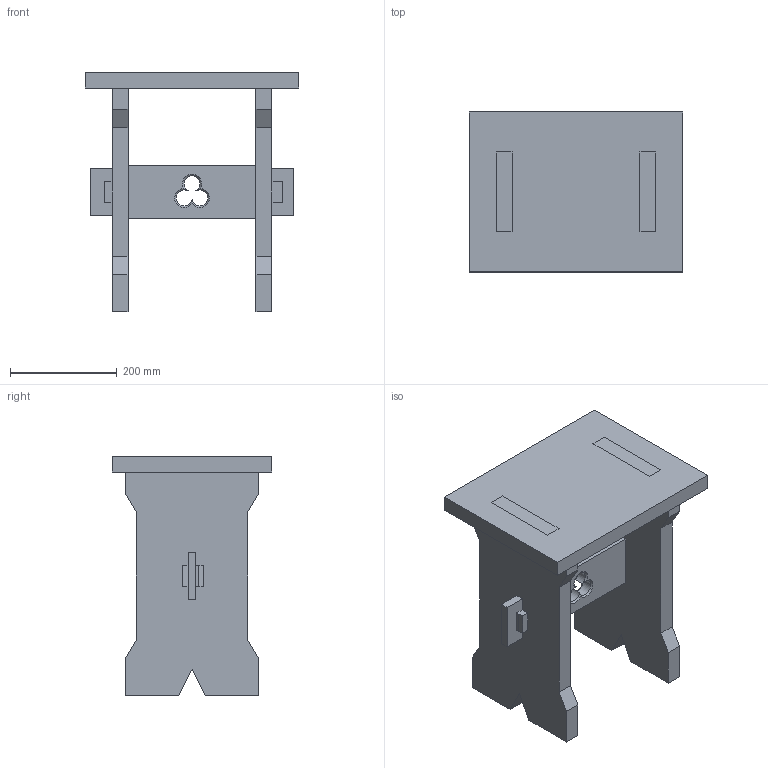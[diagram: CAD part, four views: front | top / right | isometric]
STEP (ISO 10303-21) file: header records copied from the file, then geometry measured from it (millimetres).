
FILE_DESCRIPTION(('CATIA V5 STEP'),'2;1');
FILE_NAME('Panca_50.stp','2019-10-18T19:00:26+00:00',('none'),('none'),'CATIA Version 5 Release 18 GA (IN-10)','CATIA V5 STEP AP214','none');
FILE_SCHEMA(('AUTOMOTIVE_DESIGN { 1 0 10303 214 1 1 1 1 }'));
Length unit declared in the file: millimetre
Products named in the file (5): Product1; Panca_asse; Part1; Panca_Piede; Bietta
Assembly tree (6 placements, depth 2):
  Product1
    Panca_asse
    Part1
    Panca_Piede  x2
    Bietta  x2
Bounding box: 400 x 300 x 450 mm (x, y, z)
Volume: 9849560.4 mm3; surface area: 878522.6 mm2
Topology: 6 solids, 6 shells, 115 faces, 312 edges, 215 vertices
Faces by surface type: plane 106, cone 6, cylinder 3
Entity records: 2654 total; most frequent: CARTESIAN_POINT 496, ORIENTED_EDGE 414, DIRECTION 376, EDGE_CURVE 207, VECTOR 201, LINE 201, VERTEX_POINT 136, AXIS2_PLACEMENT_3D 95
